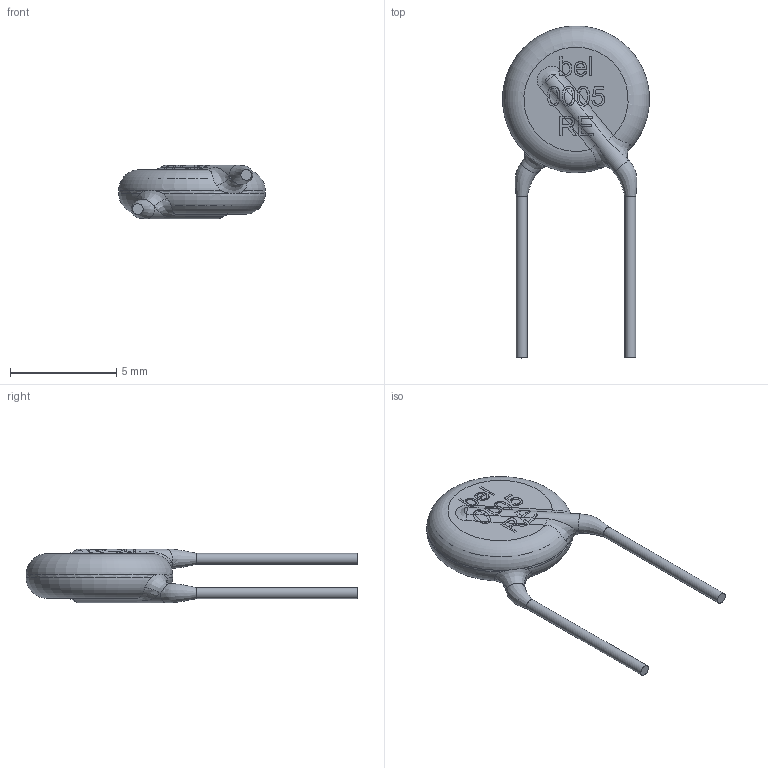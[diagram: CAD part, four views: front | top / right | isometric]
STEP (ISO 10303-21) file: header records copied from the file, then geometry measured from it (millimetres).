
FILE_DESCRIPTION(/* description */ ('STEP AP214'),/* implementation_level */ '2;1');
FILE_NAME(/* name */ '0ZRE0005FF1C',/* time_stamp */ '2025-10-04T02:13:55+02:00',/* author */ ('License CC BY-ND 4.0'),/* organization */ ('CADENAS'),/* preprocessor_version */ 'ST-DEVELOPER v19.3',/* originating_system */ 'PARTsolutions',/* authorisation */ ' ');
FILE_SCHEMA (('AUTOMOTIVE_DESIGN {1 0 10303 214 3 1 1}'));
Length unit declared in the file: millimetre
Products named in the file (5): 0ZRE0005FF1C; 0ZRE0005FF1C_PART1; 0ZRE0005FF1C_PART2; 0ZRE0005FF1C_PART3; 0ZRE0005FF1C_PART4
Assembly tree (4 placements, depth 2):
  0ZRE0005FF1C
    0ZRE0005FF1C_PART1
    0ZRE0005FF1C_PART2
    0ZRE0005FF1C_PART3
    0ZRE0005FF1C_PART4
Bounding box: 6.89 x 15.59 x 2.52 mm (x, y, z)
Volume: 76.7 mm3; surface area: 470.9 mm2
Topology: 6 solids, 6 shells, 265 faces, 730 edges, 478 vertices
Faces by surface type: bspline 134, plane 67, cylinder 56, torus 8
Full cylindrical faces by diameter (mm): 0.51 x8, 6.4 x4
Entity records: 13365 total; most frequent: CARTESIAN_POINT 6064, ORIENTED_EDGE 1402, EDGE_CURVE 701, DIRECTION 683, VERTEX_POINT 469, B_SPLINE_CURVE_WITH_KNOTS 363, EDGE_LOOP 288, FACE_BOUND 288
